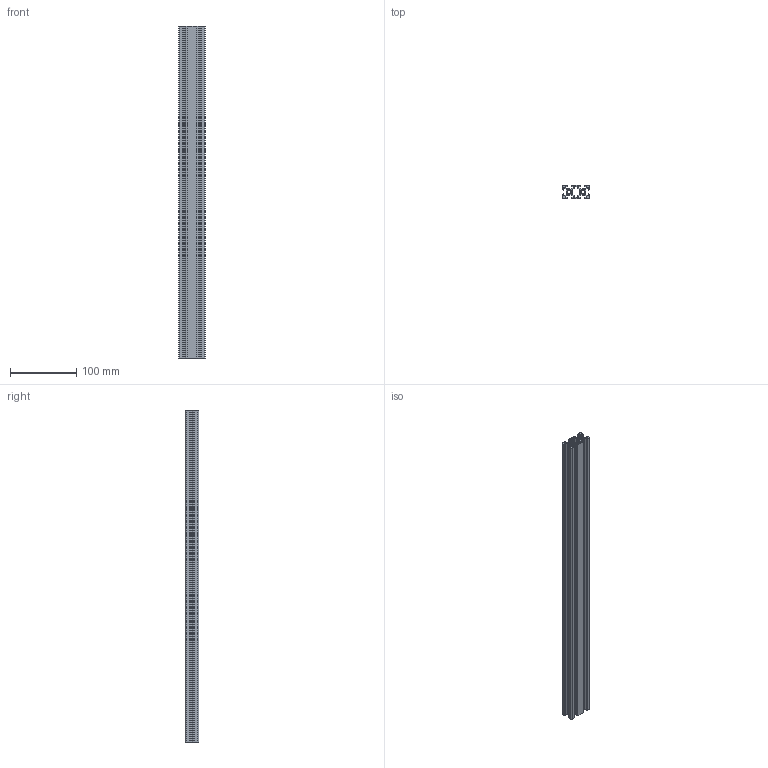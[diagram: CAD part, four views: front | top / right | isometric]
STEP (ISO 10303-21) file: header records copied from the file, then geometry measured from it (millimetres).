
FILE_DESCRIPTION(/* description */ (''),/* implementation_level */ '2;1');
FILE_NAME(/* name */ 'Profile 20x40-500mm.step',/* time_stamp */ '2019-04-30T21:13:16+02:00',/* author */ ('sergi.saya96'),/* organization */ (''),/* preprocessor_version */ 'ST-DEVELOPER v18',/* originating_system */ 'Autodesk Translation Framework v8.2.0.1029',/* authorisation */ '');
FILE_SCHEMA (('AUTOMOTIVE_DESIGN { 1 0 10303 214 3 1 1 }'));
Length unit declared in the file: millimetre
Products named in the file (1): Profile 20x40-500mm
Bounding box: 40 x 20 x 500 mm (x, y, z)
Volume: 143332.1 mm3; surface area: 163818.7 mm2
Topology: 1 solids, 1 shells, 270 faces, 804 edges, 536 vertices
Faces by surface type: plane 142, cylinder 128
Entity records: 9176 total; most frequent: CARTESIAN_POINT 1611, ORIENTED_EDGE 1608, DIRECTION 1602, EDGE_CURVE 804, LINE 548, VECTOR 548, VERTEX_POINT 536, AXIS2_PLACEMENT_3D 527
